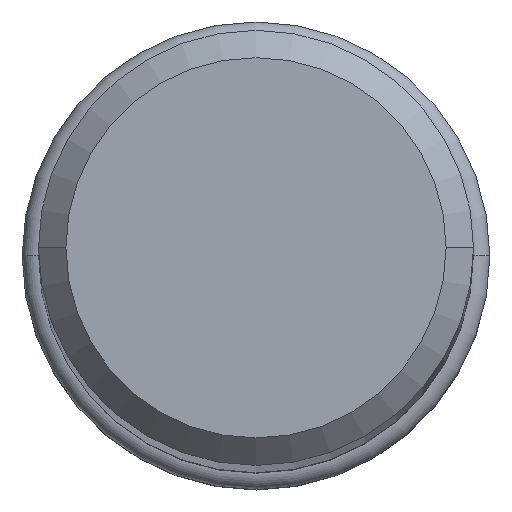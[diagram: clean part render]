
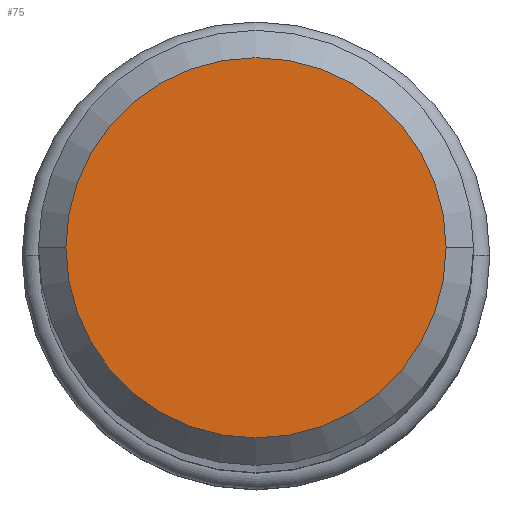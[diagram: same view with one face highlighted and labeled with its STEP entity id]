
A CAD part, top view. The second image highlights one B-rep face of the part: STEP entity #75.
In plain terms, the highlighted planar face has unit normal (0, 0, 1).
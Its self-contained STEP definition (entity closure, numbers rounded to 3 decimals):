
#44=PLANE('',#454);
#75=ADVANCED_FACE('',(#98),#44,.F.);
#98=FACE_OUTER_BOUND('',#117,.T.);
#117=EDGE_LOOP('',(#188,#189));
#188=ORIENTED_EDGE('',*,*,#244,.F.);
#189=ORIENTED_EDGE('',*,*,#246,.F.);
#209=VERTEX_POINT('',#673);
#210=VERTEX_POINT('',#675);
#244=EDGE_CURVE('',#209,#210,#273,.T.);
#246=EDGE_CURVE('',#210,#209,#274,.T.);
#273=CIRCLE('',#450,6.938);
#274=CIRCLE('',#452,6.938);
#450=AXIS2_PLACEMENT_3D('',#674,#574,#575);
#452=AXIS2_PLACEMENT_3D('',#678,#579,#580);
#454=AXIS2_PLACEMENT_3D('',#680,#583,#584);
#574=DIRECTION('',(0.,0.,-1.));
#575=DIRECTION('',(1.,0.,0.));
#579=DIRECTION('',(0.,0.,-1.));
#580=DIRECTION('',(-1.,0.,0.));
#583=DIRECTION('',(0.,0.,-1.));
#584=DIRECTION('',(1.,0.,0.));
#673=CARTESIAN_POINT('',(6.938,0.,0.));
#674=CARTESIAN_POINT('',(0.,0.,0.));
#675=CARTESIAN_POINT('',(-6.938,0.,0.));
#678=CARTESIAN_POINT('',(0.,0.,0.));
#680=CARTESIAN_POINT('',(0.,0.,0.));
